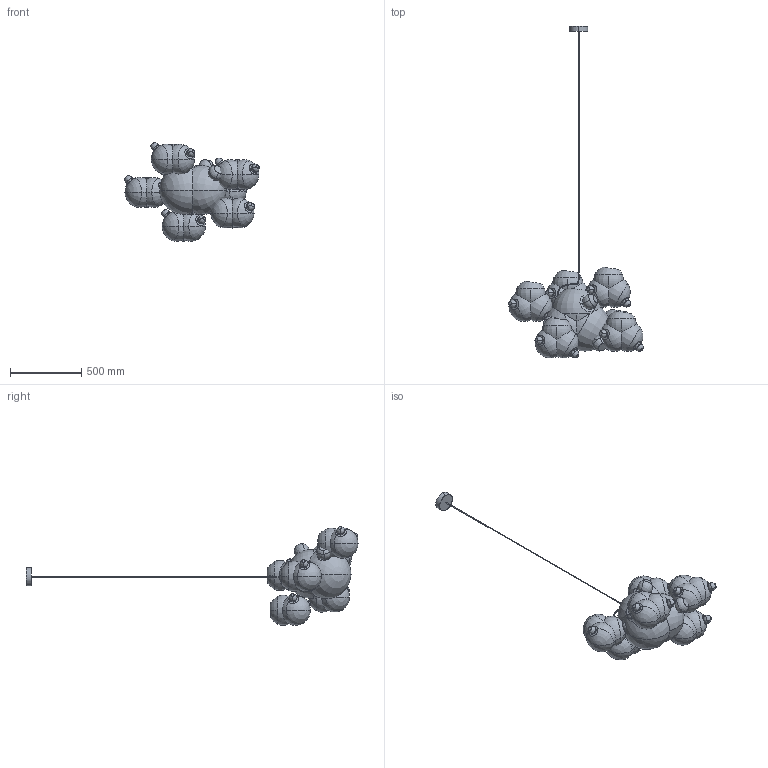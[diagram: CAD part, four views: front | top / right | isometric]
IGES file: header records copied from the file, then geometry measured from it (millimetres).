
Start section: SolidWorks IGES file using analytic representation for surfaces
Global section: file name: KBUBCB - Knotty Bubbles Chandelier - 1 Lg 6 Sm Bubbles.IGS; native system: SolidWorks 2015; preprocessor: SolidWorks 2015; author: Design; date: 190718.151935; units: millimetre
Bounding box: 944.37 x 2330.24 x 692.53 mm (x, y, z)
Volume: 104389001.8 mm3; surface area: 2347312.6 mm2
Topology: 24 solids, 24 shells, 243 faces, 606 edges, 335 vertices
Faces by surface type: revolution 208, plane 27, bspline 8
